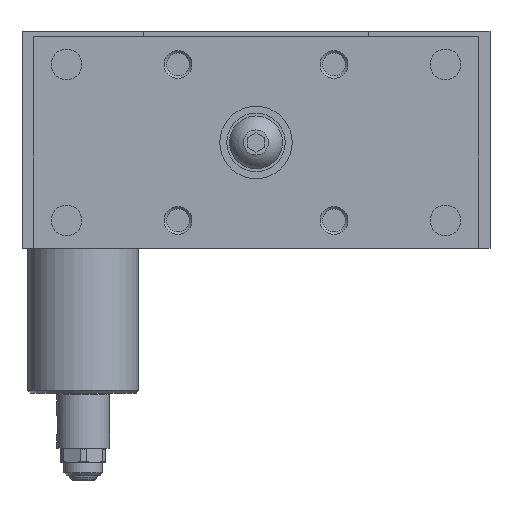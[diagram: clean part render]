
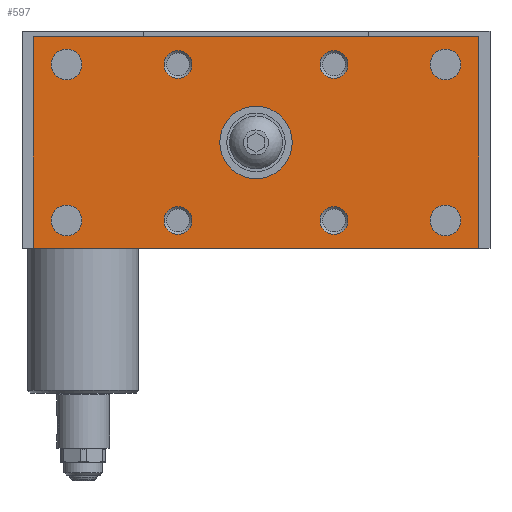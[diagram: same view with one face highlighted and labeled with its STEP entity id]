
A CAD part, left-side view. The second image highlights one B-rep face of the part: STEP entity #597.
In plain terms, the highlighted planar face has unit normal (-1, 0, 0).
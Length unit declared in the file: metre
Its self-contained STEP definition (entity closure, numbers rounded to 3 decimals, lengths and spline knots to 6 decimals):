
#597 = ADVANCED_FACE( '', ( #1441, #1442, #1443, #1444, #1445, #1446, #1447, #1448, #1449, #1450 ), #1451, .F. );
#1441 = FACE_BOUND( '', #2567, .T. );
#1442 = FACE_BOUND( '', #2568, .T. );
#1443 = FACE_BOUND( '', #2569, .T. );
#1444 = FACE_BOUND( '', #2570, .T. );
#1445 = FACE_BOUND( '', #2571, .T. );
#1446 = FACE_BOUND( '', #2572, .T. );
#1447 = FACE_BOUND( '', #2573, .T. );
#1448 = FACE_BOUND( '', #2574, .T. );
#1449 = FACE_BOUND( '', #2575, .T. );
#1450 = FACE_OUTER_BOUND( '', #2576, .T. );
#1451 = PLANE( '', #2577 );
#2567 = EDGE_LOOP( '', ( #4181 ) );
#2568 = EDGE_LOOP( '', ( #4182 ) );
#2569 = EDGE_LOOP( '', ( #4183 ) );
#2570 = EDGE_LOOP( '', ( #4184 ) );
#2571 = EDGE_LOOP( '', ( #4185 ) );
#2572 = EDGE_LOOP( '', ( #4186 ) );
#2573 = EDGE_LOOP( '', ( #4187 ) );
#2574 = EDGE_LOOP( '', ( #4188 ) );
#2575 = EDGE_LOOP( '', ( #4189 ) );
#2576 = EDGE_LOOP( '', ( #4190, #4191, #4192, #4193 ) );
#2577 = AXIS2_PLACEMENT_3D( '', #4194, #4195, #4196 );
#4181 = ORIENTED_EDGE( '', *, *, #5731, .T. );
#4182 = ORIENTED_EDGE( '', *, *, #5824, .T. );
#4183 = ORIENTED_EDGE( '', *, *, #5825, .T. );
#4184 = ORIENTED_EDGE( '', *, *, #5826, .T. );
#4185 = ORIENTED_EDGE( '', *, *, #5827, .T. );
#4186 = ORIENTED_EDGE( '', *, *, #5459, .T. );
#4187 = ORIENTED_EDGE( '', *, *, #5359, .F. );
#4188 = ORIENTED_EDGE( '', *, *, #5828, .F. );
#4189 = ORIENTED_EDGE( '', *, *, #5734, .T. );
#4190 = ORIENTED_EDGE( '', *, *, #5381, .T. );
#4191 = ORIENTED_EDGE( '', *, *, #5829, .T. );
#4192 = ORIENTED_EDGE( '', *, *, #5830, .T. );
#4193 = ORIENTED_EDGE( '', *, *, #5831, .T. );
#4194 = CARTESIAN_POINT( '', ( -0.015, 0.04, -0.001 ) );
#4195 = DIRECTION( '', ( 1., 0., 0. ) );
#4196 = DIRECTION( '', ( 0., 0., 1. ) );
#5359 = EDGE_CURVE( '', #6169, #6169, #6170, .T. );
#5381 = EDGE_CURVE( '', #6207, #6205, #6208, .T. );
#5459 = EDGE_CURVE( '', #6335, #6335, #6336, .T. );
#5731 = EDGE_CURVE( '', #6768, #6768, #6769, .T. );
#5734 = EDGE_CURVE( '', #6773, #6773, #6774, .T. );
#5824 = EDGE_CURVE( '', #6903, #6903, #6904, .T. );
#5825 = EDGE_CURVE( '', #6905, #6905, #6906, .T. );
#5826 = EDGE_CURVE( '', #6907, #6907, #6908, .T. );
#5827 = EDGE_CURVE( '', #6909, #6909, #6910, .T. );
#5828 = EDGE_CURVE( '', #6911, #6911, #6912, .T. );
#5829 = EDGE_CURVE( '', #6205, #6913, #6914, .T. );
#5830 = EDGE_CURVE( '', #6913, #6915, #6916, .T. );
#5831 = EDGE_CURVE( '', #6915, #6207, #6917, .T. );
#6169 = VERTEX_POINT( '', #7341 );
#6170 = CIRCLE( '', #7342, 0.0025 );
#6205 = VERTEX_POINT( '', #7526 );
#6207 = VERTEX_POINT( '', #7529 );
#6208 = LINE( '', #7530, #7531 );
#6335 = VERTEX_POINT( '', #7685 );
#6336 = CIRCLE( '', #7686, 0.0025 );
#6768 = VERTEX_POINT( '', #8274 );
#6769 = CIRCLE( '', #8275, 0.0065 );
#6773 = VERTEX_POINT( '', #8279 );
#6774 = CIRCLE( '', #8280, 0.0025 );
#6903 = VERTEX_POINT( '', #8475 );
#6904 = CIRCLE( '', #8476, 0.00275 );
#6905 = VERTEX_POINT( '', #8477 );
#6906 = CIRCLE( '', #8478, 0.00275 );
#6907 = VERTEX_POINT( '', #8479 );
#6908 = CIRCLE( '', #8480, 0.00275 );
#6909 = VERTEX_POINT( '', #8481 );
#6910 = CIRCLE( '', #8482, 0.00275 );
#6911 = VERTEX_POINT( '', #8483 );
#6912 = CIRCLE( '', #8484, 0.0025 );
#6913 = VERTEX_POINT( '', #8485 );
#6914 = LINE( '', #8486, #8487 );
#6915 = VERTEX_POINT( '', #8488 );
#6916 = LINE( '', #8489, #8490 );
#6917 = LINE( '', #8491, #8492 );
#7341 = CARTESIAN_POINT( '', ( -0.015, -0.0115, -0.006 ) );
#7342 = AXIS2_PLACEMENT_3D( '', #9152, #9153, #9154 );
#7526 = CARTESIAN_POINT( '', ( -0.015, 0.04, -0.039 ) );
#7529 = CARTESIAN_POINT( '', ( -0.015, 0.04, -0.001 ) );
#7530 = CARTESIAN_POINT( '', ( -0.015, 0.04, -0.001 ) );
#7531 = VECTOR( '', #9187, 1. );
#7685 = CARTESIAN_POINT( '', ( -0.015, 0.0115, -0.006 ) );
#7686 = AXIS2_PLACEMENT_3D( '', #9302, #9303, #9304 );
#8274 = CARTESIAN_POINT( '', ( -0.015, 0.0065, -0.02 ) );
#8275 = AXIS2_PLACEMENT_3D( '', #9668, #9669, #9670 );
#8279 = CARTESIAN_POINT( '', ( -0.015, -0.0115, -0.034 ) );
#8280 = AXIS2_PLACEMENT_3D( '', #9674, #9675, #9676 );
#8475 = CARTESIAN_POINT( '', ( -0.015, 0.03675, -0.006 ) );
#8476 = AXIS2_PLACEMENT_3D( '', #9784, #9785, #9786 );
#8477 = CARTESIAN_POINT( '', ( -0.015, -0.03125, -0.006 ) );
#8478 = AXIS2_PLACEMENT_3D( '', #9787, #9788, #9789 );
#8479 = CARTESIAN_POINT( '', ( -0.015, 0.03675, -0.034 ) );
#8480 = AXIS2_PLACEMENT_3D( '', #9790, #9791, #9792 );
#8481 = CARTESIAN_POINT( '', ( -0.015, -0.03125, -0.034 ) );
#8482 = AXIS2_PLACEMENT_3D( '', #9793, #9794, #9795 );
#8483 = CARTESIAN_POINT( '', ( -0.015, 0.0115, -0.034 ) );
#8484 = AXIS2_PLACEMENT_3D( '', #9796, #9797, #9798 );
#8485 = CARTESIAN_POINT( '', ( -0.015, -0.04, -0.039 ) );
#8486 = CARTESIAN_POINT( '', ( -0.015, 0.04, -0.039 ) );
#8487 = VECTOR( '', #9799, 1. );
#8488 = CARTESIAN_POINT( '', ( -0.015, -0.04, -0.001 ) );
#8489 = CARTESIAN_POINT( '', ( -0.015, -0.04, -0.039 ) );
#8490 = VECTOR( '', #9800, 1. );
#8491 = CARTESIAN_POINT( '', ( -0.015, -0.04, -0.001 ) );
#8492 = VECTOR( '', #9801, 1. );
#9152 = CARTESIAN_POINT( '', ( -0.015, -0.014, -0.006 ) );
#9153 = DIRECTION( '', ( -1., 0., 0. ) );
#9154 = DIRECTION( '', ( 0., 1., 0. ) );
#9187 = DIRECTION( '', ( 0., 0., -1. ) );
#9302 = CARTESIAN_POINT( '', ( -0.015, 0.014, -0.006 ) );
#9303 = DIRECTION( '', ( 1., 0., 0. ) );
#9304 = DIRECTION( '', ( 0., -1., 0. ) );
#9668 = CARTESIAN_POINT( '', ( -0.015, 0., -0.02 ) );
#9669 = DIRECTION( '', ( 1., 0., 0. ) );
#9670 = DIRECTION( '', ( 0., 1., 0. ) );
#9674 = CARTESIAN_POINT( '', ( -0.015, -0.014, -0.034 ) );
#9675 = DIRECTION( '', ( 1., 0., 0. ) );
#9676 = DIRECTION( '', ( 0., 1., 0. ) );
#9784 = CARTESIAN_POINT( '', ( -0.015, 0.034, -0.006 ) );
#9785 = DIRECTION( '', ( 1., 0., 0. ) );
#9786 = DIRECTION( '', ( 0., 1., 0. ) );
#9787 = CARTESIAN_POINT( '', ( -0.015, -0.034, -0.006 ) );
#9788 = DIRECTION( '', ( 1., 0., 0. ) );
#9789 = DIRECTION( '', ( 0., 1., 0. ) );
#9790 = CARTESIAN_POINT( '', ( -0.015, 0.034, -0.034 ) );
#9791 = DIRECTION( '', ( 1., 0., 0. ) );
#9792 = DIRECTION( '', ( 0., 1., 0. ) );
#9793 = CARTESIAN_POINT( '', ( -0.015, -0.034, -0.034 ) );
#9794 = DIRECTION( '', ( 1., 0., 0. ) );
#9795 = DIRECTION( '', ( 0., 1., 0. ) );
#9796 = CARTESIAN_POINT( '', ( -0.015, 0.014, -0.034 ) );
#9797 = DIRECTION( '', ( -1., 0., 0. ) );
#9798 = DIRECTION( '', ( 0., -1., 0. ) );
#9799 = DIRECTION( '', ( 0., -1., 0. ) );
#9800 = DIRECTION( '', ( 0., 0., 1. ) );
#9801 = DIRECTION( '', ( 0., 1., 0. ) );
